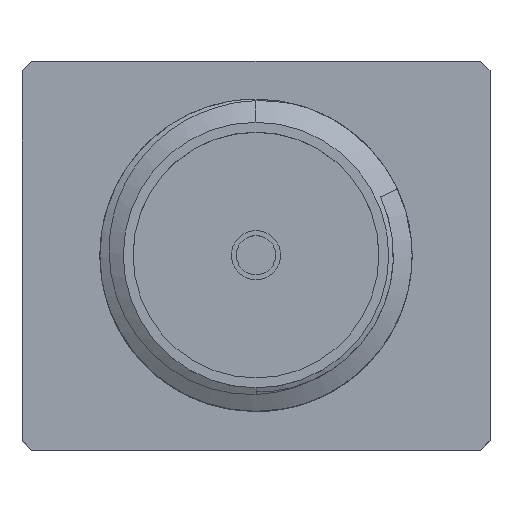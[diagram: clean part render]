
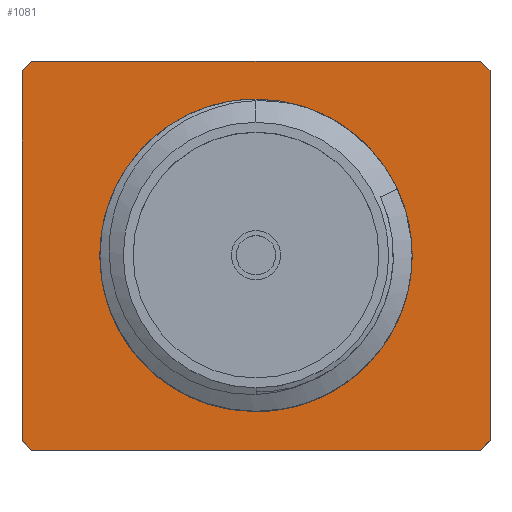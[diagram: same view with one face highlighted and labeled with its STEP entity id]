
A CAD part, top view. The second image highlights one B-rep face of the part: STEP entity #1081.
In plain terms, the highlighted planar face has unit normal (0, 0, 1).
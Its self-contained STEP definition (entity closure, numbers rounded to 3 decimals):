
#61 = DIRECTION ( 'NONE',  ( 0.707, 0.707, 0. ) ) ;
#96 = ORIENTED_EDGE ( 'NONE', *, *, #2545, .F. ) ;
#150 = CARTESIAN_POINT ( 'NONE',  ( -4.56, 4.34, 1.3 ) ) ;
#155 = CARTESIAN_POINT ( 'NONE',  ( -4.76, -3.58, 1.3 ) ) ;
#169 = DIRECTION ( 'NONE',  ( -0.707, -0.707, 0. ) ) ;
#196 = CARTESIAN_POINT ( 'NONE',  ( 4.56, -3.58, 1.3 ) ) ;
#319 = AXIS2_PLACEMENT_3D ( 'NONE', #4926, #2559, #5924 ) ;
#347 = ORIENTED_EDGE ( 'NONE', *, *, #4851, .T. ) ;
#560 = CARTESIAN_POINT ( 'NONE',  ( 4.76, -3.58, 1.3 ) ) ;
#562 = PLANE ( 'NONE',  #3108 ) ;
#579 = CARTESIAN_POINT ( 'NONE',  ( -4.56, -3.58, 1.3 ) ) ;
#637 = LINE ( 'NONE', #1499, #5700 ) ;
#645 = ORIENTED_EDGE ( 'NONE', *, *, #4203, .T. ) ;
#694 = EDGE_CURVE ( 'NONE', #3285, #967, #2914, .T. ) ;
#857 = LINE ( 'NONE', #6219, #2240 ) ;
#873 = DIRECTION ( 'NONE',  ( 0., -1., 0. ) ) ;
#898 = EDGE_CURVE ( 'NONE', #5632, #6313, #4145, .T. ) ;
#967 = VERTEX_POINT ( 'NONE', #579 ) ;
#994 = DIRECTION ( 'NONE',  ( 0., -1., 0. ) ) ;
#1023 = CIRCLE ( 'NONE', #319, 2.7 ) ;
#1081 = ADVANCED_FACE ( 'NONE', ( #6258, #4964 ), #562, .F. ) ;
#1339 = VECTOR ( 'NONE', #169, 1000. ) ;
#1386 = EDGE_CURVE ( 'NONE', #1494, #2421, #1505, .T. ) ;
#1413 = CARTESIAN_POINT ( 'NONE',  ( 4.56, 4.34, 1.3 ) ) ;
#1494 = VERTEX_POINT ( 'NONE', #196 ) ;
#1496 = EDGE_LOOP ( 'NONE', ( #96, #4272 ) ) ;
#1499 = CARTESIAN_POINT ( 'NONE',  ( 4.56, 4.34, 1.3 ) ) ;
#1505 = LINE ( 'NONE', #3974, #5031 ) ;
#1724 = LINE ( 'NONE', #155, #4632 ) ;
#1815 = VERTEX_POINT ( 'NONE', #5913 ) ;
#2007 = CIRCLE ( 'NONE', #3583, 2.7 ) ;
#2038 = ORIENTED_EDGE ( 'NONE', *, *, #5752, .T. ) ;
#2090 = EDGE_CURVE ( 'NONE', #967, #1494, #1724, .T. ) ;
#2162 = VECTOR ( 'NONE', #5452, 1000. ) ;
#2240 = VECTOR ( 'NONE', #873, 1000. ) ;
#2316 = LINE ( 'NONE', #560, #2162 ) ;
#2421 = VERTEX_POINT ( 'NONE', #6289 ) ;
#2478 = DIRECTION ( 'NONE',  ( 0., 0., 1. ) ) ;
#2500 = CARTESIAN_POINT ( 'NONE',  ( 0., 0.38, 1.3 ) ) ;
#2545 = EDGE_CURVE ( 'NONE', #2824, #2740, #2007, .T. ) ;
#2559 = DIRECTION ( 'NONE',  ( 0., 0., 1. ) ) ;
#2575 = VERTEX_POINT ( 'NONE', #2910 ) ;
#2740 = VERTEX_POINT ( 'NONE', #6082 ) ;
#2824 = VERTEX_POINT ( 'NONE', #5128 ) ;
#2910 = CARTESIAN_POINT ( 'NONE',  ( -4.76, 4.14, 1.3 ) ) ;
#2914 = LINE ( 'NONE', #5491, #3378 ) ;
#3044 = DIRECTION ( 'NONE',  ( 0.707, -0.707, 0. ) ) ;
#3057 = ORIENTED_EDGE ( 'NONE', *, *, #5416, .T. ) ;
#3108 = AXIS2_PLACEMENT_3D ( 'NONE', #4889, #3936, #994 ) ;
#3216 = CARTESIAN_POINT ( 'NONE',  ( -4.76, 4.14, 1.3 ) ) ;
#3285 = VERTEX_POINT ( 'NONE', #4920 ) ;
#3378 = VECTOR ( 'NONE', #3044, 1000. ) ;
#3471 = ORIENTED_EDGE ( 'NONE', *, *, #1386, .T. ) ;
#3583 = AXIS2_PLACEMENT_3D ( 'NONE', #2500, #2478, #4472 ) ;
#3936 = DIRECTION ( 'NONE',  ( 0., 0., -1. ) ) ;
#3974 = CARTESIAN_POINT ( 'NONE',  ( 4.76, -3.38, 1.3 ) ) ;
#4145 = LINE ( 'NONE', #4802, #5426 ) ;
#4203 = EDGE_CURVE ( 'NONE', #6313, #2575, #5626, .T. ) ;
#4272 = ORIENTED_EDGE ( 'NONE', *, *, #5253, .F. ) ;
#4278 = ORIENTED_EDGE ( 'NONE', *, *, #2090, .T. ) ;
#4472 = DIRECTION ( 'NONE',  ( 0., 1., 0. ) ) ;
#4568 = EDGE_LOOP ( 'NONE', ( #3057, #5324, #4278, #3471, #2038, #347, #5763, #645 ) ) ;
#4605 = DIRECTION ( 'NONE',  ( 1., 0., 0. ) ) ;
#4632 = VECTOR ( 'NONE', #4605, 1000. ) ;
#4802 = CARTESIAN_POINT ( 'NONE',  ( -4.76, 4.34, 1.3 ) ) ;
#4851 = EDGE_CURVE ( 'NONE', #1815, #5632, #637, .T. ) ;
#4889 = CARTESIAN_POINT ( 'NONE',  ( -3.9, 0.38, 1.3 ) ) ;
#4920 = CARTESIAN_POINT ( 'NONE',  ( -4.76, -3.38, 1.3 ) ) ;
#4926 = CARTESIAN_POINT ( 'NONE',  ( 0., 0.38, 1.3 ) ) ;
#4964 = FACE_OUTER_BOUND ( 'NONE', #4568, .T. ) ;
#5031 = VECTOR ( 'NONE', #61, 1000. ) ;
#5128 = CARTESIAN_POINT ( 'NONE',  ( 0., 3.08, 1.3 ) ) ;
#5253 = EDGE_CURVE ( 'NONE', #2740, #2824, #1023, .T. ) ;
#5324 = ORIENTED_EDGE ( 'NONE', *, *, #694, .T. ) ;
#5336 = DIRECTION ( 'NONE',  ( -1., 0., 0. ) ) ;
#5416 = EDGE_CURVE ( 'NONE', #2575, #3285, #857, .T. ) ;
#5426 = VECTOR ( 'NONE', #5336, 1000. ) ;
#5452 = DIRECTION ( 'NONE',  ( 0., 1., 0. ) ) ;
#5491 = CARTESIAN_POINT ( 'NONE',  ( -4.56, -3.58, 1.3 ) ) ;
#5626 = LINE ( 'NONE', #3216, #1339 ) ;
#5632 = VERTEX_POINT ( 'NONE', #1413 ) ;
#5700 = VECTOR ( 'NONE', #5910, 1000. ) ;
#5752 = EDGE_CURVE ( 'NONE', #2421, #1815, #2316, .T. ) ;
#5763 = ORIENTED_EDGE ( 'NONE', *, *, #898, .T. ) ;
#5910 = DIRECTION ( 'NONE',  ( -0.707, 0.707, 0. ) ) ;
#5913 = CARTESIAN_POINT ( 'NONE',  ( 4.76, 4.14, 1.3 ) ) ;
#5924 = DIRECTION ( 'NONE',  ( 0., 1., 0. ) ) ;
#6082 = CARTESIAN_POINT ( 'NONE',  ( 0., -2.32, 1.3 ) ) ;
#6219 = CARTESIAN_POINT ( 'NONE',  ( -4.76, -3.58, 1.3 ) ) ;
#6258 = FACE_BOUND ( 'NONE', #1496, .T. ) ;
#6289 = CARTESIAN_POINT ( 'NONE',  ( 4.76, -3.38, 1.3 ) ) ;
#6313 = VERTEX_POINT ( 'NONE', #150 ) ;
